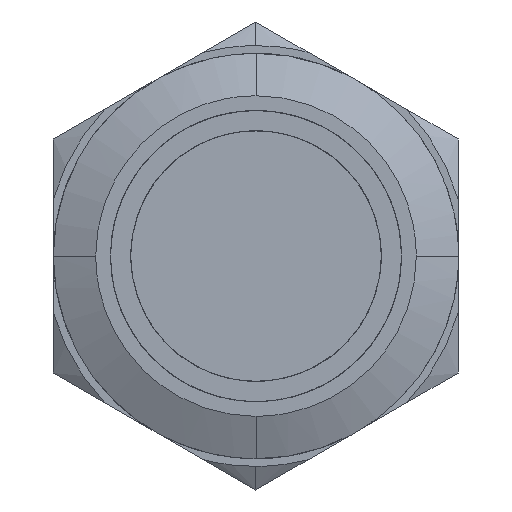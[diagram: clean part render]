
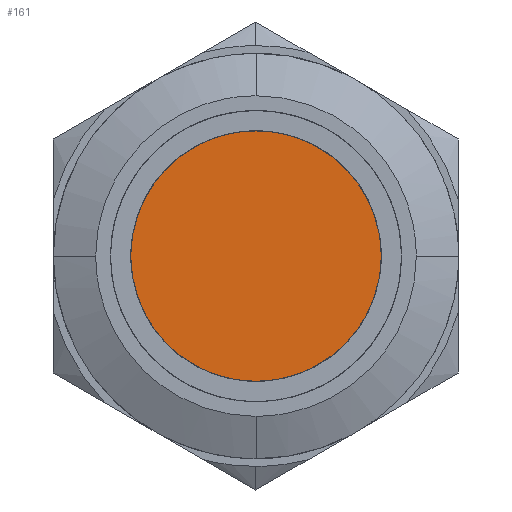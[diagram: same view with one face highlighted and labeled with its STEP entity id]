
A CAD part, front view. The second image highlights one B-rep face of the part: STEP entity #161.
In plain terms, the highlighted free-form (B-spline) face has degree [1, 1] with [2, 2] control points.
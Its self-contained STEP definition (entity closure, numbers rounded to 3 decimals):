
#161=ADVANCED_FACE('',(#278),#3757,.T.);
#278=FACE_OUTER_BOUND('',#412,.T.);
#412=EDGE_LOOP('',(#946,#947));
#946=ORIENTED_EDGE('',*,*,#2775,.F.);
#947=ORIENTED_EDGE('',*,*,#2786,.T.);
#1083=(
BOUNDED_CURVE()
B_SPLINE_CURVE(2,(#6837,#6838,#6839,#6840,#6841),.UNSPECIFIED.,.F.,.F.)
B_SPLINE_CURVE_WITH_KNOTS((3,2,3),(-18.85,-9.425,
0.),.UNSPECIFIED.)
CURVE()
GEOMETRIC_REPRESENTATION_ITEM()
RATIONAL_B_SPLINE_CURVE((1.,0.707,1.,0.707,1.))
REPRESENTATION_ITEM('')
);
#1104=(
BOUNDED_CURVE()
B_SPLINE_CURVE(2,(#6938,#6939,#6940,#6941,#6942),.UNSPECIFIED.,.F.,.F.)
B_SPLINE_CURVE_WITH_KNOTS((3,2,3),(-18.85,-9.425,
0.),.UNSPECIFIED.)
CURVE()
GEOMETRIC_REPRESENTATION_ITEM()
RATIONAL_B_SPLINE_CURVE((1.,0.707,1.,0.707,1.))
REPRESENTATION_ITEM('')
);
#1105=(
BOUNDED_CURVE()
B_SPLINE_CURVE(2,(#6943,#6944,#6945,#6946,#6947),.UNSPECIFIED.,.F.,.F.)
B_SPLINE_CURVE_WITH_KNOTS((3,2,3),(18.85,28.274,37.699),
 .UNSPECIFIED.)
CURVE()
GEOMETRIC_REPRESENTATION_ITEM()
RATIONAL_B_SPLINE_CURVE((1.,0.707,1.,0.707,1.))
REPRESENTATION_ITEM('')
);
#1106=(
BOUNDED_CURVE()
B_SPLINE_CURVE(2,(#6948,#6949,#6950,#6951,#6952),.UNSPECIFIED.,.F.,.F.)
B_SPLINE_CURVE_WITH_KNOTS((3,2,3),(18.85,28.274,37.699),
 .UNSPECIFIED.)
CURVE()
GEOMETRIC_REPRESENTATION_ITEM()
RATIONAL_B_SPLINE_CURVE((1.,0.707,1.,0.707,1.))
REPRESENTATION_ITEM('')
);
#1616=PCURVE('',#3790,#2176);
#1634=PCURVE('',#3757,#2194);
#1635=PCURVE('',#3757,#2195);
#1664=PCURVE('',#3798,#2224);
#2176=DEFINITIONAL_REPRESENTATION('',(#3460),#7031);
#2194=DEFINITIONAL_REPRESENTATION('',(#1104),#7031);
#2195=DEFINITIONAL_REPRESENTATION('',(#1106),#7031);
#2224=DEFINITIONAL_REPRESENTATION('',(#3496),#7031);
#2495=SURFACE_CURVE('',#1083,(#1616,#1634),.PCURVE_S1.);
#2506=SURFACE_CURVE('',#1105,(#1635,#1664),.PCURVE_S1.);
#2775=EDGE_CURVE('',#3679,#3666,#2495,.T.);
#2786=EDGE_CURVE('',#3679,#3666,#2506,.T.);
#3460=B_SPLINE_CURVE_WITH_KNOTS('',1,(#6842,#6843),.UNSPECIFIED.,.F.,.F.,
(2,2),(-18.85,0.),.UNSPECIFIED.);
#3496=B_SPLINE_CURVE_WITH_KNOTS('',1,(#7019,#7020),.UNSPECIFIED.,.F.,.F.,
(2,2),(18.85,37.699),.UNSPECIFIED.);
#3666=VERTEX_POINT('',#6528);
#3679=VERTEX_POINT('',#6541);
#3757=B_SPLINE_SURFACE_WITH_KNOTS('',1,1,((#6417,#6418),(#6419,#6420)),
 .UNSPECIFIED.,.F.,.F.,.F.,(2,2),(2,2),(-13.736,0.136),
(-6.936,6.936),.UNSPECIFIED.);
#3790=(
BOUNDED_SURFACE()
B_SPLINE_SURFACE(1,2,((#6389,#6390,#6391,#6392,#6393),(#6394,#6395,#6396,
#6397,#6398)),.UNSPECIFIED.,.F.,.F.,.F.)
B_SPLINE_SURFACE_WITH_KNOTS((2,2),(3,2,3),(0.,0.1),(0.,9.425,
18.85),.UNSPECIFIED.)
GEOMETRIC_REPRESENTATION_ITEM()
RATIONAL_B_SPLINE_SURFACE(((1.,0.707,1.,0.707,1.),
(1.,0.707,1.,0.707,1.)))
REPRESENTATION_ITEM('')
SURFACE()
);
#3798=(
BOUNDED_SURFACE()
B_SPLINE_SURFACE(1,2,((#6491,#6492,#6493,#6494,#6495),(#6496,#6497,#6498,
#6499,#6500)),.UNSPECIFIED.,.F.,.F.,.F.)
B_SPLINE_SURFACE_WITH_KNOTS((2,2),(3,2,3),(0.,0.1),(18.85,
28.274,37.699),.UNSPECIFIED.)
GEOMETRIC_REPRESENTATION_ITEM()
RATIONAL_B_SPLINE_SURFACE(((1.,0.707,1.,0.707,1.),
(1.,0.707,1.,0.707,1.)))
REPRESENTATION_ITEM('')
SURFACE()
);
#6389=CARTESIAN_POINT('',(6.8,-1.8,0.));
#6390=CARTESIAN_POINT('',(6.8,-1.8,6.8));
#6391=CARTESIAN_POINT('',(0.,-1.8,6.8));
#6392=CARTESIAN_POINT('',(-6.8,-1.8,6.8));
#6393=CARTESIAN_POINT('',(-6.8,-1.8,0.));
#6394=CARTESIAN_POINT('',(6.8,-1.7,0.));
#6395=CARTESIAN_POINT('',(6.8,-1.7,6.8));
#6396=CARTESIAN_POINT('',(0.,-1.7,6.8));
#6397=CARTESIAN_POINT('',(-6.8,-1.7,6.8));
#6398=CARTESIAN_POINT('',(-6.8,-1.7,0.));
#6417=CARTESIAN_POINT('',(-6.936,-1.8,-6.936));
#6418=CARTESIAN_POINT('',(-6.936,-1.8,6.936));
#6419=CARTESIAN_POINT('',(6.936,-1.8,-6.936));
#6420=CARTESIAN_POINT('',(6.936,-1.8,6.936));
#6491=CARTESIAN_POINT('',(-6.8,-1.8,0.));
#6492=CARTESIAN_POINT('',(-6.8,-1.8,-6.8));
#6493=CARTESIAN_POINT('',(0.,-1.8,-6.8));
#6494=CARTESIAN_POINT('',(6.8,-1.8,-6.8));
#6495=CARTESIAN_POINT('',(6.8,-1.8,0.));
#6496=CARTESIAN_POINT('',(-6.8,-1.7,0.));
#6497=CARTESIAN_POINT('',(-6.8,-1.7,-6.8));
#6498=CARTESIAN_POINT('',(0.,-1.7,-6.8));
#6499=CARTESIAN_POINT('',(6.8,-1.7,-6.8));
#6500=CARTESIAN_POINT('',(6.8,-1.7,0.));
#6528=CARTESIAN_POINT('',(6.8,-1.8,0.));
#6541=CARTESIAN_POINT('',(-6.8,-1.8,0.));
#6837=CARTESIAN_POINT('',(-6.8,-1.8,0.));
#6838=CARTESIAN_POINT('',(-6.8,-1.8,6.8));
#6839=CARTESIAN_POINT('',(0.,-1.8,6.8));
#6840=CARTESIAN_POINT('',(6.8,-1.8,6.8));
#6841=CARTESIAN_POINT('',(6.8,-1.8,0.));
#6842=CARTESIAN_POINT('',(0.,18.85));
#6843=CARTESIAN_POINT('',(0.,0.));
#6938=CARTESIAN_POINT('',(-13.6,0.));
#6939=CARTESIAN_POINT('',(-13.6,6.8));
#6940=CARTESIAN_POINT('',(-6.8,6.8));
#6941=CARTESIAN_POINT('',(0.,6.8));
#6942=CARTESIAN_POINT('',(0.,0.));
#6943=CARTESIAN_POINT('',(-6.8,-1.8,0.));
#6944=CARTESIAN_POINT('',(-6.8,-1.8,-6.8));
#6945=CARTESIAN_POINT('',(0.,-1.8,-6.8));
#6946=CARTESIAN_POINT('',(6.8,-1.8,-6.8));
#6947=CARTESIAN_POINT('',(6.8,-1.8,0.));
#6948=CARTESIAN_POINT('',(-13.6,0.));
#6949=CARTESIAN_POINT('',(-13.6,-6.8));
#6950=CARTESIAN_POINT('',(-6.8,-6.8));
#6951=CARTESIAN_POINT('',(0.,-6.8));
#6952=CARTESIAN_POINT('',(0.,0.));
#7019=CARTESIAN_POINT('',(0.,18.85));
#7020=CARTESIAN_POINT('',(0.,37.699));
#7031=(
GEOMETRIC_REPRESENTATION_CONTEXT(2)
PARAMETRIC_REPRESENTATION_CONTEXT()
REPRESENTATION_CONTEXT('pspace','')
);
